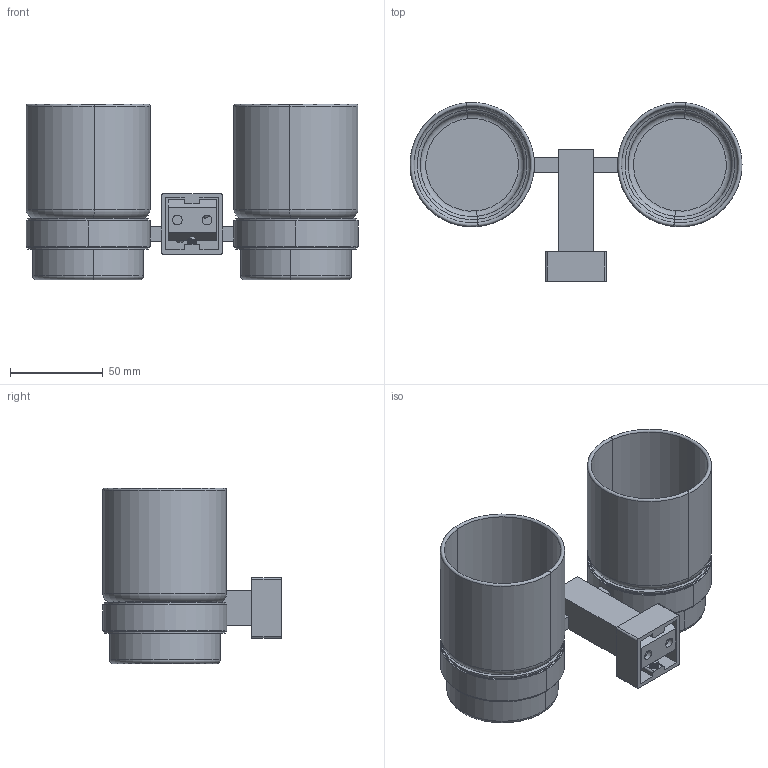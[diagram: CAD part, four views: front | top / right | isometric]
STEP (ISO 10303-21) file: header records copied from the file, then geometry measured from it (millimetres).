
FILE_DESCRIPTION (( 'STEP AP203' ), '1' );
FILE_NAME ('1584D邧戚殤.STEP', '2016-07-20T00:46:54', ( '迾輿躂瑞' ), ( 'WwW.YlmF.CoM' ), 'SwSTEP 2.0', 'SolidWorks 2012', '' );
FILE_SCHEMA (( 'CONFIG_CONTROL_DESIGN' ));
Length unit declared in the file: millimetre
Products named in the file (12): 囀鞠褒蹟佪M4X8; 圉埴芛蹟佪M4X8; 14戚殤呿蹋; 15假蚾え; 15等裝芛; 15釱; 1584D邧戚殤; 15邧戚殤; 14杯圈; 15邧戚殤筵裝; 產薛戚; 内六角尖端紧定螺丝M5X10
Assembly tree (15 placements, depth 3):
  1584D邧戚殤
    15釱
    15等裝芛
    15假蚾え
    14戚殤呿蹋  x2
    圉埴芛蹟佪M4X8  x2
    囀鞠褒蹟佪M4X8
    内六角尖端紧定螺丝M5X10
    產薛戚  x2
    15邧戚殤
      15邧戚殤筵裝
      14杯圈  x2
Bounding box: 179 x 96.4 x 94.5 mm (x, y, z)
Volume: 142996.1 mm3; surface area: 130191.9 mm2
Topology: 14 solids, 14 shells, 416 faces, 1039 edges, 659 vertices
Faces by surface type: cylinder 194, plane 131, cone 47, torus 36, bspline 8
Entity records: 13885 total; most frequent: CARTESIAN_POINT 5288, ORIENTED_EDGE 1582, DIRECTION 1462, EDGE_CURVE 791, AXIS2_PLACEMENT_3D 542, VERTEX_POINT 507, VECTOR 378, LINE 378
